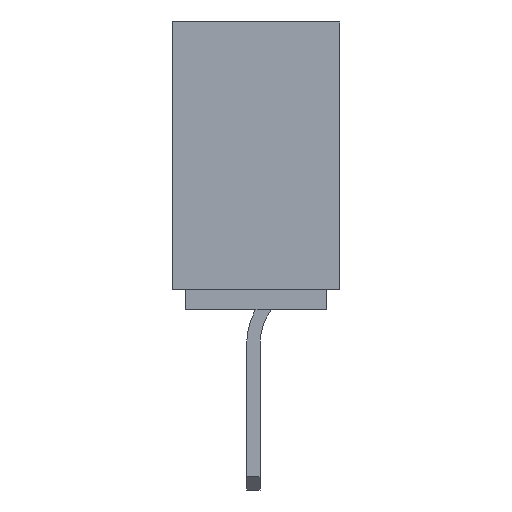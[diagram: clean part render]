
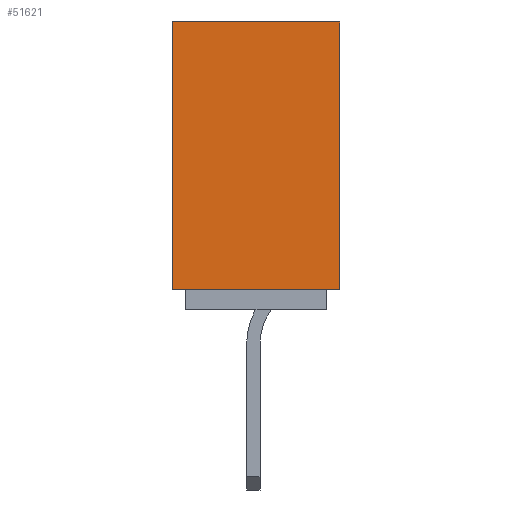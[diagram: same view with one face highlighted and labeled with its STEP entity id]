
A CAD part, left-side view. The second image highlights one B-rep face of the part: STEP entity #51621.
In plain terms, the highlighted planar face has unit normal (-1, 0, 0).
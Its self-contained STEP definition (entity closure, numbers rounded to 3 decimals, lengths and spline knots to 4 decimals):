
#16288=ORIENTED_EDGE('',*,*,#25104,.T.);
#16289=ORIENTED_EDGE('',*,*,#25105,.T.);
#16290=ORIENTED_EDGE('',*,*,#25106,.F.);
#16291=ORIENTED_EDGE('',*,*,#25107,.T.);
#25104=EDGE_CURVE('',#30311,#30312,#35512,.T.);
#25105=EDGE_CURVE('',#30312,#30313,#35513,.F.);
#25106=EDGE_CURVE('',#30314,#30313,#35514,.T.);
#25107=EDGE_CURVE('',#30314,#30311,#35515,.T.);
#30311=VERTEX_POINT('',#86768);
#30312=VERTEX_POINT('',#86769);
#30313=VERTEX_POINT('',#86771);
#30314=VERTEX_POINT('',#86773);
#35512=LINE('',#86767,#41040);
#35513=LINE('',#86770,#41041);
#35514=LINE('',#86772,#41042);
#35515=LINE('',#86774,#41043);
#41040=VECTOR('',#69722,1000.);
#41041=VECTOR('',#69723,1000.);
#41042=VECTOR('',#69724,1000.);
#41043=VECTOR('',#69725,1000.);
#44226=EDGE_LOOP('',(#16288,#16289,#16290,#16291));
#47054=FACE_BOUND('',#44226,.T.);
#48858=PLANE('',#56352);
#51621=ADVANCED_FACE('',(#47054),#48858,.F.);
#56352=AXIS2_PLACEMENT_3D('',#86766,#69720,#69721);
#69720=DIRECTION('',(1.,0.,0.));
#69721=DIRECTION('',(0.,0.,-1.));
#69722=DIRECTION('',(0.,0.,-1.));
#69723=DIRECTION('',(0.,1.,0.));
#69724=DIRECTION('',(0.,0.,-1.));
#69725=DIRECTION('',(0.,1.,0.));
#86766=CARTESIAN_POINT('',(-32.25,-1.25,2.15));
#86767=CARTESIAN_POINT('',(-32.25,1.25,2.15));
#86768=CARTESIAN_POINT('',(-32.25,1.25,2.15));
#86769=CARTESIAN_POINT('',(-32.25,1.25,-1.85));
#86770=CARTESIAN_POINT('',(-32.25,-1.25,-1.85));
#86771=CARTESIAN_POINT('',(-32.25,-1.25,-1.85));
#86772=CARTESIAN_POINT('',(-32.25,-1.25,2.15));
#86773=CARTESIAN_POINT('',(-32.25,-1.25,2.15));
#86774=CARTESIAN_POINT('',(-32.25,-1.25,2.15));
